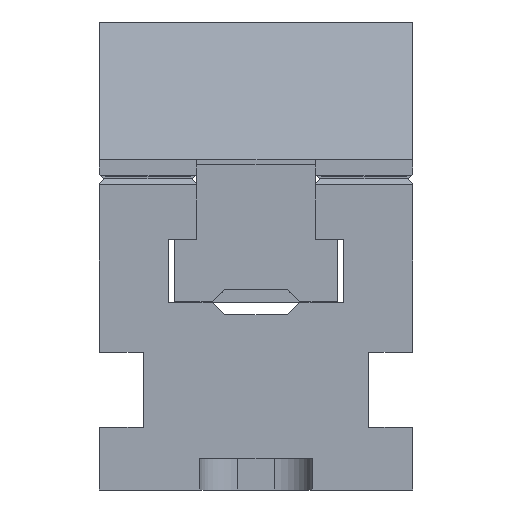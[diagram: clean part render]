
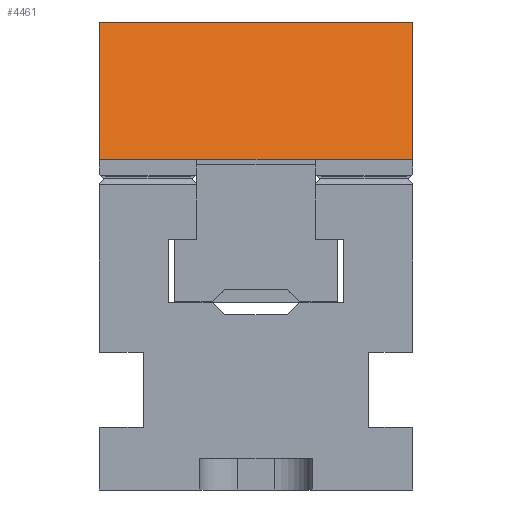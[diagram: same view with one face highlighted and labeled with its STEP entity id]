
A CAD part, front view. The second image highlights one B-rep face of the part: STEP entity #4461.
In plain terms, the highlighted face is planar.
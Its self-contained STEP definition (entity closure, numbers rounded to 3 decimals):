
#4461 = ADVANCED_FACE( '', ( #9610 ), #9611, .T. );
#9610 = FACE_OUTER_BOUND( '', #15476, .T. );
#9611 = PLANE( '', #15477 );
#15476 = EDGE_LOOP( '', ( #27764, #27765, #27766, #27767, #27768, #27769, #27770, #27771 ) );
#15477 = AXIS2_PLACEMENT_3D( '', #27772, #27773, #27774 );
#27764 = ORIENTED_EDGE( '', *, *, #39751, .F. );
#27765 = ORIENTED_EDGE( '', *, *, #41360, .T. );
#27766 = ORIENTED_EDGE( '', *, *, #40907, .F. );
#27767 = ORIENTED_EDGE( '', *, *, #37429, .F. );
#27768 = ORIENTED_EDGE( '', *, *, #39184, .T. );
#27769 = ORIENTED_EDGE( '', *, *, #41361, .T. );
#27770 = ORIENTED_EDGE( '', *, *, #39375, .F. );
#27771 = ORIENTED_EDGE( '', *, *, #41302, .F. );
#27772 = CARTESIAN_POINT( '', ( 25., 19.1, 12.5 ) );
#27773 = DIRECTION( '', ( 0., 0.966, 0.259 ) );
#27774 = DIRECTION( '', ( 0., -0.259, 0.966 ) );
#37429 = EDGE_CURVE( '', #45748, #45750, #45751, .T. );
#39184 = EDGE_CURVE( '', #45748, #48703, #48705, .T. );
#39375 = EDGE_CURVE( '', #49002, #49004, #49005, .T. );
#39751 = EDGE_CURVE( '', #49563, #49565, #49566, .T. );
#40907 = EDGE_CURVE( '', #45750, #51281, #51282, .T. );
#41302 = EDGE_CURVE( '', #49565, #49002, #51836, .T. );
#41360 = EDGE_CURVE( '', #49563, #51281, #51905, .T. );
#41361 = EDGE_CURVE( '', #48703, #49004, #51906, .T. );
#45748 = VERTEX_POINT( '', #57775 );
#45750 = VERTEX_POINT( '', #57778 );
#45751 = LINE( '', #57779, #57780 );
#48703 = VERTEX_POINT( '', #62245 );
#48705 = LINE( '', #62248, #62249 );
#49002 = VERTEX_POINT( '', #62685 );
#49004 = VERTEX_POINT( '', #62688 );
#49005 = LINE( '', #62689, #62690 );
#49563 = VERTEX_POINT( '', #63544 );
#49565 = VERTEX_POINT( '', #63547 );
#49566 = LINE( '', #63548, #63549 );
#51281 = VERTEX_POINT( '', #66134 );
#51282 = LINE( '', #66135, #66136 );
#51836 = LINE( '', #66952, #66953 );
#51905 = LINE( '', #67057, #67058 );
#51906 = LINE( '', #67059, #67060 );
#57775 = CARTESIAN_POINT( '', ( 25., 19.1, 12.5 ) );
#57778 = CARTESIAN_POINT( '', ( -25., 19.1, 12.5 ) );
#57779 = CARTESIAN_POINT( '', ( 25., 19.1, 12.5 ) );
#57780 = VECTOR( '', #71923, 1000. );
#62245 = CARTESIAN_POINT( '', ( 25., 25., -9.519 ) );
#62248 = CARTESIAN_POINT( '', ( 25., 19.1, 12.5 ) );
#62249 = VECTOR( '', #73484, 1000. );
#62685 = CARTESIAN_POINT( '', ( 9.5, 24.995, -9.5 ) );
#62688 = CARTESIAN_POINT( '', ( 9.5, 25., -9.519 ) );
#62689 = CARTESIAN_POINT( '', ( 9.5, 19.1, 12.5 ) );
#62690 = VECTOR( '', #73637, 1000. );
#63544 = CARTESIAN_POINT( '', ( -9.5, 25., -9.519 ) );
#63547 = CARTESIAN_POINT( '', ( -9.5, 24.995, -9.5 ) );
#63548 = CARTESIAN_POINT( '', ( -9.5, 19.1, 12.5 ) );
#63549 = VECTOR( '', #73928, 1000. );
#66134 = CARTESIAN_POINT( '', ( -25., 25., -9.519 ) );
#66135 = CARTESIAN_POINT( '', ( -25., 19.1, 12.5 ) );
#66136 = VECTOR( '', #74882, 1000. );
#66952 = CARTESIAN_POINT( '', ( 25., 24.995, -9.5 ) );
#66953 = VECTOR( '', #75184, 1000. );
#67057 = CARTESIAN_POINT( '', ( 25., 25., -9.519 ) );
#67058 = VECTOR( '', #75226, 1000. );
#67059 = CARTESIAN_POINT( '', ( 25., 25., -9.519 ) );
#67060 = VECTOR( '', #75227, 1000. );
#71923 = DIRECTION( '', ( -1., 0., 0. ) );
#73484 = DIRECTION( '', ( 0., 0.259, -0.966 ) );
#73637 = DIRECTION( '', ( 0., 0.259, -0.966 ) );
#73928 = DIRECTION( '', ( 0., -0.259, 0.966 ) );
#74882 = DIRECTION( '', ( 0., 0.259, -0.966 ) );
#75184 = DIRECTION( '', ( 1., 0., 0. ) );
#75226 = DIRECTION( '', ( -1., 0., 0. ) );
#75227 = DIRECTION( '', ( -1., 0., 0. ) );
